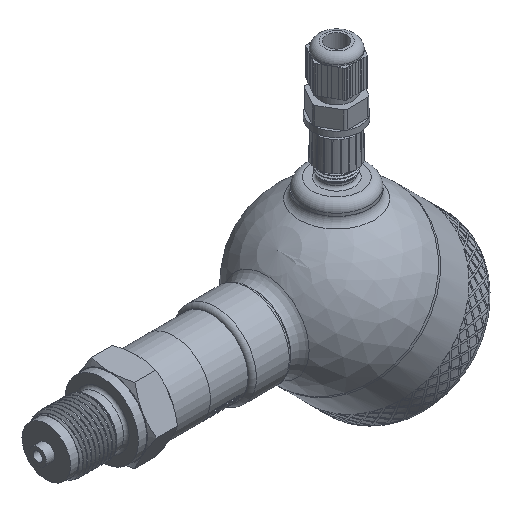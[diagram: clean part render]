
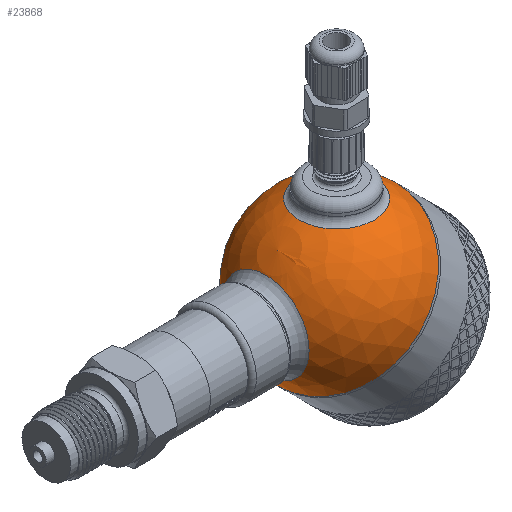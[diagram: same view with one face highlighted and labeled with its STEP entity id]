
A CAD part, isometric view. The second image highlights one B-rep face of the part: STEP entity #23868.
In plain terms, the highlighted spherical face has radius 30 mm.
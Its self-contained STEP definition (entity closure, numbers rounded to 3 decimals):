
#56=SPHERICAL_SURFACE('',#25333,30.);
#132=FACE_BOUND('',#3401,.T.);
#133=FACE_BOUND('',#3402,.T.);
#1842=FACE_OUTER_BOUND('',#3400,.T.);
#3400=EDGE_LOOP('',(#17367,#17368,#17369,#17370));
#3401=EDGE_LOOP('',(#17371));
#3402=EDGE_LOOP('',(#17372));
#4826=CIRCLE('',#25256,30.);
#4827=CIRCLE('',#25257,30.);
#4854=CIRCLE('',#25329,13.5);
#4857=CIRCLE('',#25334,30.);
#4858=CIRCLE('',#25335,15.643);
#9382=VERTEX_POINT('',#32415);
#9383=VERTEX_POINT('',#32417);
#9858=VERTEX_POINT('',#38479);
#9860=VERTEX_POINT('',#38486);
#9861=VERTEX_POINT('',#38488);
#11947=EDGE_CURVE('',#9382,#9383,#4826,.T.);
#11948=EDGE_CURVE('',#9383,#9382,#4827,.T.);
#12663=EDGE_CURVE('',#9858,#9858,#4854,.T.);
#12666=EDGE_CURVE('',#9383,#9860,#4857,.T.);
#12667=EDGE_CURVE('',#9861,#9861,#4858,.T.);
#17367=ORIENTED_EDGE('',*,*,#11948,.F.);
#17368=ORIENTED_EDGE('',*,*,#12666,.T.);
#17369=ORIENTED_EDGE('',*,*,#12666,.F.);
#17370=ORIENTED_EDGE('',*,*,#11947,.F.);
#17371=ORIENTED_EDGE('',*,*,#12667,.F.);
#17372=ORIENTED_EDGE('',*,*,#12663,.F.);
#23868=ADVANCED_FACE('',(#1842,#132,#133),#56,.T.);
#25256=AXIS2_PLACEMENT_3D('',#32418,#26599,#26600);
#25257=AXIS2_PLACEMENT_3D('',#32419,#26601,#26602);
#25329=AXIS2_PLACEMENT_3D('',#38480,#26997,#26998);
#25333=AXIS2_PLACEMENT_3D('',#38485,#27005,#27006);
#25334=AXIS2_PLACEMENT_3D('',#38487,#27007,#27008);
#25335=AXIS2_PLACEMENT_3D('',#38489,#27009,#27010);
#26599=DIRECTION('center_axis',(1.,0.,0.));
#26600=DIRECTION('ref_axis',(0.,1.,0.));
#26601=DIRECTION('center_axis',(1.,0.,0.));
#26602=DIRECTION('ref_axis',(0.,1.,0.));
#26997=DIRECTION('center_axis',(-0.707,0.,-0.707));
#26998=DIRECTION('ref_axis',(-0.707,0.,0.707));
#27005=DIRECTION('center_axis',(1.,0.,0.));
#27006=DIRECTION('ref_axis',(0.,-1.,0.));
#27007=DIRECTION('center_axis',(0.,0.,1.));
#27008=DIRECTION('ref_axis',(0.,1.,0.));
#27009=DIRECTION('center_axis',(-0.707,0.,0.707));
#27010=DIRECTION('ref_axis',(0.707,0.,0.707));
#32415=CARTESIAN_POINT('',(0.,-30.,0.));
#32417=CARTESIAN_POINT('',(0.,30.,0.));
#32418=CARTESIAN_POINT('Origin',(0.,0.,0.));
#32419=CARTESIAN_POINT('Origin',(0.,0.,0.));
#38479=CARTESIAN_POINT('',(-9.398,0.,-28.49));
#38480=CARTESIAN_POINT('Origin',(-18.944,0.,-18.944));
#38485=CARTESIAN_POINT('Origin',(0.,0.,0.));
#38486=CARTESIAN_POINT('',(-30.,0.,0.));
#38487=CARTESIAN_POINT('Origin',(0.,0.,0.));
#38488=CARTESIAN_POINT('',(-29.162,0.,7.04));
#38489=CARTESIAN_POINT('Origin',(-18.101,0.,18.101));
